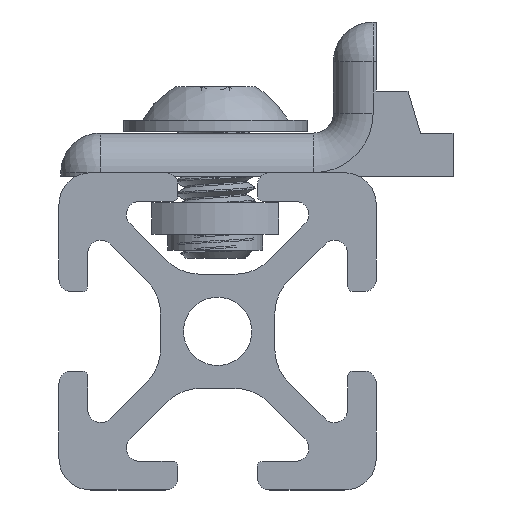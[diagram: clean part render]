
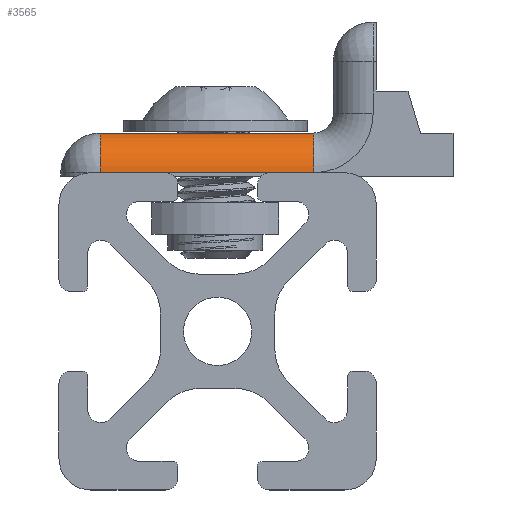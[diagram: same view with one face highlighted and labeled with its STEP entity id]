
A CAD part, left-side view. The second image highlights one B-rep face of the part: STEP entity #3565.
In plain terms, the highlighted cylindrical face has radius 2.5 mm (diameter 5 mm), a partial arc.
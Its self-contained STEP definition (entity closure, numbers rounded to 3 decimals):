
#457=FACE_OUTER_BOUND('',#681,.T.);
#681=EDGE_LOOP('',(#3193,#3194,#3195,#3196));
#940=LINE('',#9613,#1208);
#945=LINE('',#9636,#1213);
#1208=VECTOR('',#4839,10.);
#1213=VECTOR('',#4866,10.);
#1372=CIRCLE('',#3936,2.5);
#1373=CIRCLE('',#3937,2.5);
#1691=VERTEX_POINT('',#9607);
#1692=VERTEX_POINT('',#9611);
#1698=VERTEX_POINT('',#9629);
#1699=VERTEX_POINT('',#9633);
#2194=EDGE_CURVE('',#1691,#1692,#940,.T.);
#2204=EDGE_CURVE('',#1699,#1691,#1372,.T.);
#2205=EDGE_CURVE('',#1692,#1698,#1373,.T.);
#2206=EDGE_CURVE('',#1698,#1699,#945,.T.);
#3193=ORIENTED_EDGE('',*,*,#2204,.T.);
#3194=ORIENTED_EDGE('',*,*,#2194,.T.);
#3195=ORIENTED_EDGE('',*,*,#2205,.T.);
#3196=ORIENTED_EDGE('',*,*,#2206,.T.);
#3370=CYLINDRICAL_SURFACE('',#3935,2.5);
#3565=ADVANCED_FACE('',(#457),#3370,.T.);
#3935=AXIS2_PLACEMENT_3D('',#9632,#4860,#4861);
#3936=AXIS2_PLACEMENT_3D('',#9634,#4862,#4863);
#3937=AXIS2_PLACEMENT_3D('',#9635,#4864,#4865);
#4839=DIRECTION('',(0.,1.,0.));
#4860=DIRECTION('center_axis',(0.,1.,0.));
#4861=DIRECTION('ref_axis',(-0.707,0.,0.707));
#4862=DIRECTION('center_axis',(0.,1.,0.));
#4863=DIRECTION('ref_axis',(-1.,0.,0.));
#4864=DIRECTION('center_axis',(0.,-1.,0.));
#4865=DIRECTION('ref_axis',(0.,0.,1.));
#4866=DIRECTION('',(0.,-1.,0.));
#9607=CARTESIAN_POINT('',(-25.5,-6.05,22.5));
#9611=CARTESIAN_POINT('',(-25.5,7.387,22.5));
#9613=CARTESIAN_POINT('',(-25.5,-4.887,22.5));
#9629=CARTESIAN_POINT('',(-28.,7.387,20.));
#9632=CARTESIAN_POINT('Origin',(-25.5,-4.887,20.));
#9633=CARTESIAN_POINT('',(-28.,-6.05,20.));
#9634=CARTESIAN_POINT('Origin',(-25.5,-6.05,20.));
#9635=CARTESIAN_POINT('Origin',(-25.5,7.387,20.));
#9636=CARTESIAN_POINT('',(-28.,-4.887,20.));
